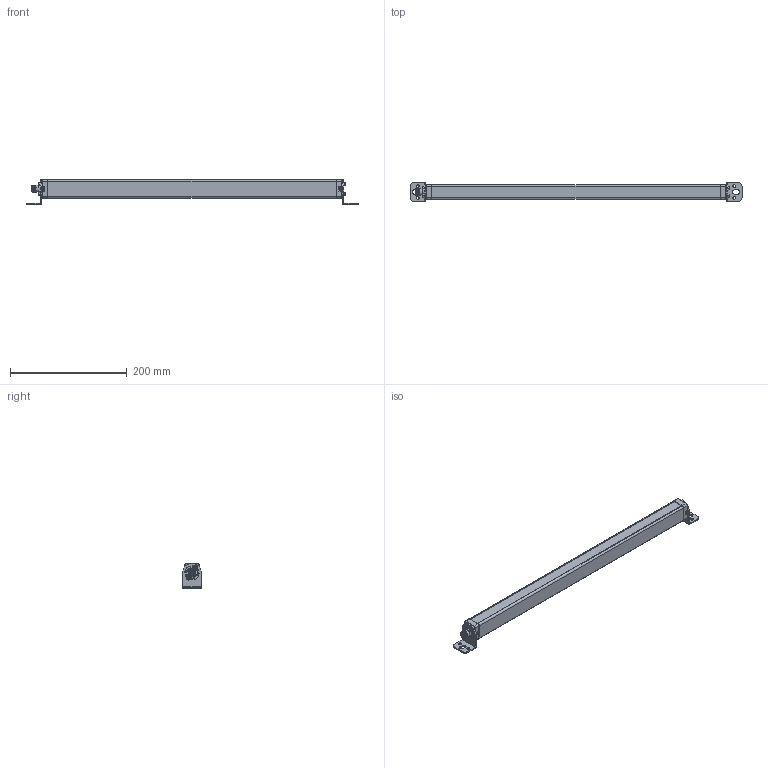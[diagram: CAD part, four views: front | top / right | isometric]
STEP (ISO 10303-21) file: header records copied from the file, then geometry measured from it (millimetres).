
FILE_DESCRIPTION((''),'2;1');
FILE_NAME('243402_SM01_ASM','2024-07-19T10:14:46',('banengservice'),('BANNER ENGINEERING'),'CREO PARAMETRIC BY PTC INC, 2022414','CREO PARAMETRIC BY PTC INC, 2022414','');
FILE_SCHEMA(('CONFIG_CONTROL_DESIGN'));
Length unit declared in the file: millimetre
Products named in the file (2): 243402_EP01; 243402_SM01_ASM
Assembly tree (1 placements, depth 2):
  243402_SM01_ASM
    243402_EP01
Bounding box: 569.3 x 31.75 x 42.57 mm (x, y, z)
Volume: 414036.5 mm3; surface area: 69877.5 mm2
Topology: 9 solids, 9 shells, 859 faces, 2194 edges, 1327 vertices
Faces by surface type: cylinder 358, plane 283, cone 81, torus 58, sphere 56, bspline 23
Entity records: 35888 total; most frequent: CARTESIAN_POINT 14893, DIRECTION 4627, ORIENTED_EDGE 4292, EDGE_CURVE 2146, AXIS2_PLACEMENT_3D 1813, VERTEX_POINT 1327, VECTOR 1001, LINE 1001
